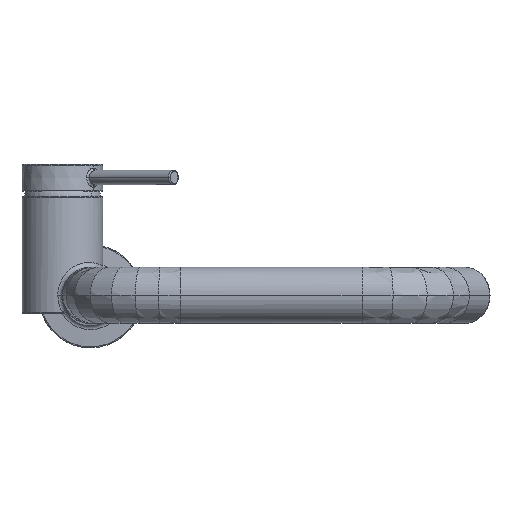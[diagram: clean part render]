
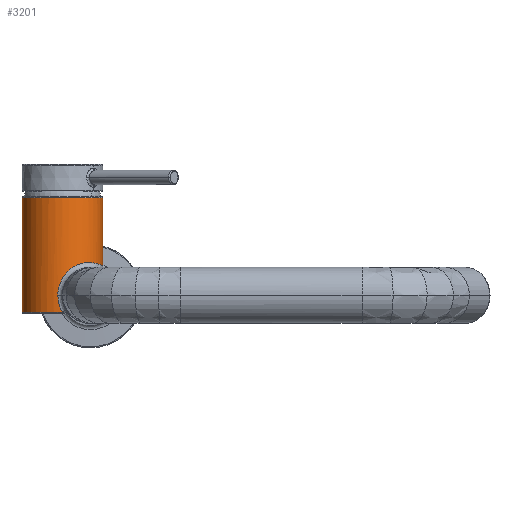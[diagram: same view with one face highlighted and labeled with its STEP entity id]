
A CAD part, top view. The second image highlights one B-rep face of the part: STEP entity #3201.
In plain terms, the highlighted cylindrical face has radius 18 mm (diameter 36 mm), a partial arc.
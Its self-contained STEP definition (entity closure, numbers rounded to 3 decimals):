
#1995=CARTESIAN_POINT('Vertex',(5.5,13.118,204.5)) ;
#2025=CARTESIAN_POINT('Line Origine',(-30.5,44.,204.5)) ;
#2029=CARTESIAN_POINT('Vertex',(-30.5,43.5,204.5)) ;
#2031=CARTESIAN_POINT('Vertex',(-30.5,-7.5,204.5)) ;
#2038=CARTESIAN_POINT('Vertex',(5.5,43.5,204.5)) ;
#2041=CARTESIAN_POINT('Line Origine',(5.5,44.,204.5)) ;
#2045=CARTESIAN_POINT('Vertex',(5.5,26.,204.5)) ;
#2048=CARTESIAN_POINT('Line Origine',(5.5,44.,204.5)) ;
#3003=CARTESIAN_POINT('Vertex',(-12.564,-7.5,222.5)) ;
#3096=CARTESIAN_POINT('Control Point',(-14.513,0.,222.387)) ;
#3097=CARTESIAN_POINT('Control Point',(-14.513,-1.09,222.387)) ;
#3098=CARTESIAN_POINT('Control Point',(-14.418,-2.181,222.398)) ;
#3099=CARTESIAN_POINT('Control Point',(-14.227,-3.256,222.419)) ;
#3100=CARTESIAN_POINT('Control Point',(-13.815,-4.778,222.458)) ;
#3101=CARTESIAN_POINT('Control Point',(-13.222,-6.213,222.487)) ;
#3102=CARTESIAN_POINT('Control Point',(-13.019,-6.653,222.494)) ;
#3103=CARTESIAN_POINT('Control Point',(-12.799,-7.082,222.499)) ;
#3104=CARTESIAN_POINT('Control Point',(-12.564,-7.5,222.5)) ;
#3105=CARTESIAN_POINT('Vertex',(-14.513,0.,222.387)) ;
#3134=CARTESIAN_POINT('Axis2P3D Location',(-12.5,44.,204.5)) ;
#3140=CARTESIAN_POINT('Control Point',(5.5,13.118,204.5)) ;
#3141=CARTESIAN_POINT('Control Point',(5.5,13.117,204.815)) ;
#3142=CARTESIAN_POINT('Control Point',(5.493,13.12,205.129)) ;
#3143=CARTESIAN_POINT('Control Point',(5.479,13.127,205.435)) ;
#3144=CARTESIAN_POINT('Control Point',(5.432,13.151,206.154)) ;
#3145=CARTESIAN_POINT('Control Point',(5.36,13.188,206.782)) ;
#3146=CARTESIAN_POINT('Control Point',(5.312,13.213,207.127)) ;
#3147=CARTESIAN_POINT('Control Point',(5.178,13.282,207.949)) ;
#3148=CARTESIAN_POINT('Control Point',(5.025,13.358,208.64)) ;
#3149=CARTESIAN_POINT('Control Point',(4.928,13.405,209.027)) ;
#3150=CARTESIAN_POINT('Control Point',(4.661,13.531,209.987)) ;
#3151=CARTESIAN_POINT('Control Point',(4.374,13.657,210.799)) ;
#3152=CARTESIAN_POINT('Control Point',(4.191,13.732,211.264)) ;
#3153=CARTESIAN_POINT('Control Point',(3.707,13.922,212.39)) ;
#3154=CARTESIAN_POINT('Control Point',(3.194,14.093,213.35)) ;
#3155=CARTESIAN_POINT('Control Point',(2.874,14.188,213.892)) ;
#3156=CARTESIAN_POINT('Control Point',(2.069,14.398,215.133)) ;
#3157=CARTESIAN_POINT('Control Point',(1.227,14.546,216.182)) ;
#3158=CARTESIAN_POINT('Control Point',(0.721,14.609,216.749)) ;
#3159=CARTESIAN_POINT('Control Point',(-0.449,14.696,217.932)) ;
#3160=CARTESIAN_POINT('Control Point',(-1.646,14.649,218.896)) ;
#3161=CARTESIAN_POINT('Control Point',(-2.319,14.579,219.377)) ;
#3162=CARTESIAN_POINT('Control Point',(-4.167,14.265,220.547)) ;
#3163=CARTESIAN_POINT('Control Point',(-5.978,13.617,221.344)) ;
#3164=CARTESIAN_POINT('Control Point',(-7.091,13.07,221.722)) ;
#3165=CARTESIAN_POINT('Control Point',(-9.345,11.624,222.302)) ;
#3166=CARTESIAN_POINT('Control Point',(-11.246,9.631,222.495)) ;
#3167=CARTESIAN_POINT('Control Point',(-12.131,8.43,222.521)) ;
#3168=CARTESIAN_POINT('Control Point',(-13.418,6.107,222.493)) ;
#3169=CARTESIAN_POINT('Control Point',(-14.18,3.51,222.425)) ;
#3170=CARTESIAN_POINT('Control Point',(-14.402,2.353,222.4)) ;
#3171=CARTESIAN_POINT('Control Point',(-14.513,1.177,222.387)) ;
#3172=CARTESIAN_POINT('Control Point',(-14.513,0.,222.387)) ;
#3174=CARTESIAN_POINT('Axis2P3D Location',(-12.5,43.5,204.5)) ;
#3179=CARTESIAN_POINT('Axis2P3D Location',(-12.5,-7.5,204.5)) ;
#3183=CARTESIAN_POINT('Vertex',(-13.422,-7.5,222.476)) ;
#3186=CARTESIAN_POINT('Axis2P3D Location',(-12.5,-7.5,204.5)) ;
#2027=VECTOR('Line Direction',#2026,1.) ;
#2043=VECTOR('Line Direction',#2042,1.) ;
#2050=VECTOR('Line Direction',#2049,1.) ;
#2026=DIRECTION('Vector Direction',(0.,-1.,0.)) ;
#2042=DIRECTION('Vector Direction',(0.,-1.,0.)) ;
#2049=DIRECTION('Vector Direction',(0.,-1.,0.)) ;
#3135=DIRECTION('Axis2P3D Direction',(0.,-1.,0.)) ;
#3136=DIRECTION('Axis2P3D XDirection',(1.,0.,0.)) ;
#3175=DIRECTION('Axis2P3D Direction',(0.,-1.,0.)) ;
#3180=DIRECTION('Axis2P3D Direction',(0.,-1.,0.)) ;
#3187=DIRECTION('Axis2P3D Direction',(0.,-1.,0.)) ;
#3137=AXIS2_PLACEMENT_3D('Cylinder Axis2P3D',#3134,#3135,#3136) ;
#3176=AXIS2_PLACEMENT_3D('Circle Axis2P3D',#3174,#3175,$) ;
#3181=AXIS2_PLACEMENT_3D('Circle Axis2P3D',#3179,#3180,$) ;
#3188=AXIS2_PLACEMENT_3D('Circle Axis2P3D',#3186,#3187,$) ;
#2028=LINE('Line',#2025,#2027) ;
#2044=LINE('Line',#2041,#2043) ;
#2051=LINE('Line',#2048,#2050) ;
#3177=CIRCLE('generated circle',#3176,18.) ;
#3182=CIRCLE('generated circle',#3181,18.) ;
#3189=CIRCLE('generated circle',#3188,18.) ;
#3138=CYLINDRICAL_SURFACE('generated cylinder',#3137,18.) ;
#2033=EDGE_CURVE('',#2030,#2032,#2028,.T.) ;
#2047=EDGE_CURVE('',#2039,#2046,#2044,.T.) ;
#2052=EDGE_CURVE('',#2046,#1996,#2051,.T.) ;
#3107=EDGE_CURVE('',#3106,#3004,#3095,.T.) ;
#3173=EDGE_CURVE('',#1996,#3106,#3139,.T.) ;
#3178=EDGE_CURVE('',#2039,#2030,#3177,.T.) ;
#3185=EDGE_CURVE('',#2032,#3184,#3182,.F.) ;
#3190=EDGE_CURVE('',#3184,#3004,#3189,.F.) ;
#3192=ORIENTED_EDGE('',*,*,#3173,.F.) ;
#3193=ORIENTED_EDGE('',*,*,#2052,.F.) ;
#3194=ORIENTED_EDGE('',*,*,#2047,.F.) ;
#3195=ORIENTED_EDGE('',*,*,#3178,.T.) ;
#3196=ORIENTED_EDGE('',*,*,#2033,.T.) ;
#3197=ORIENTED_EDGE('',*,*,#3185,.T.) ;
#3198=ORIENTED_EDGE('',*,*,#3190,.T.) ;
#3199=ORIENTED_EDGE('',*,*,#3107,.F.) ;
#3191=EDGE_LOOP('',(#3192,#3193,#3194,#3195,#3196,#3197,#3198,#3199)) ;
#1996=VERTEX_POINT('',#1995) ;
#2030=VERTEX_POINT('',#2029) ;
#2032=VERTEX_POINT('',#2031) ;
#2039=VERTEX_POINT('',#2038) ;
#2046=VERTEX_POINT('',#2045) ;
#3004=VERTEX_POINT('',#3003) ;
#3106=VERTEX_POINT('',#3105) ;
#3184=VERTEX_POINT('',#3183) ;
#3201=ADVANCED_FACE('Hauptk\X2\00F6\X0\rper',(#3200),#3138,.T.) ;
#3095=B_SPLINE_CURVE_WITH_KNOTS('',5,(#3096,#3097,#3098,#3099,#3100,#3101,#3102,#3103,#3104),.UNSPECIFIED.,.F.,.U.,(6,3,6),(0.,37.327,54.36),.UNSPECIFIED.) ;
#3139=B_SPLINE_CURVE_WITH_KNOTS('',5,(#3140,#3141,#3142,#3143,#3144,#3145,#3146,#3147,#3148,#3149,#3150,#3151,#3152,#3153,#3154,#3155,#3156,#3157,#3158,#3159,#3160,#3161,#3162,#3163,#3164,#3165,#3166,#3167,#3168,#3169,#3170,#3171,#3172),.UNSPECIFIED.,.F.,.U.,(6,3,3,3,3,3,3,3,3,3,6),(167.217,169.645,173.226,178.879,188.13,202.696,223.759,250.519,297.269,350.402,390.676),.UNSPECIFIED.) ;
#3200=FACE_OUTER_BOUND('',#3191,.T.) ;
